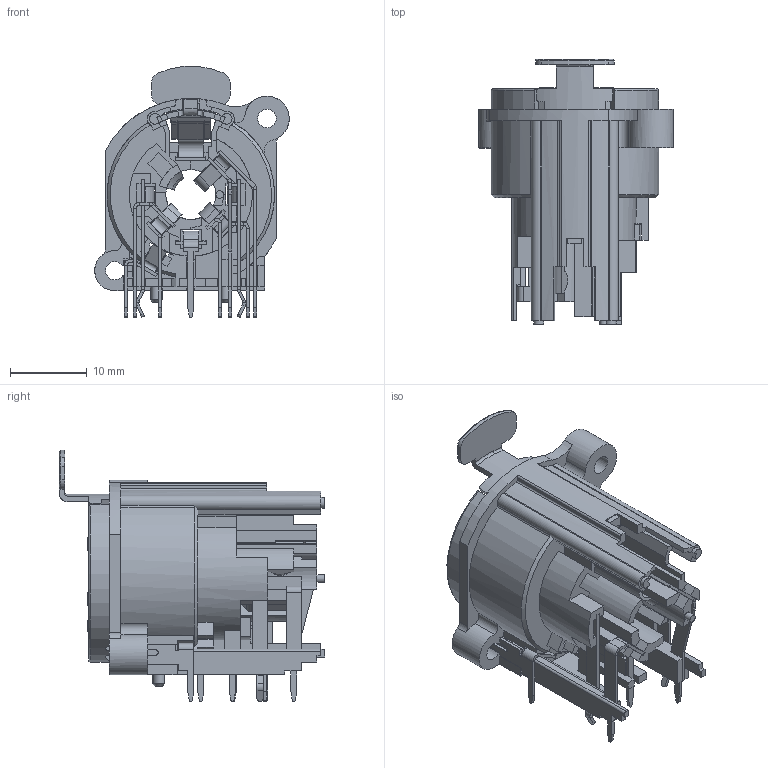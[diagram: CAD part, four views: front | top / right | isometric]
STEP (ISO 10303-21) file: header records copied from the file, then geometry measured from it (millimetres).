
FILE_DESCRIPTION((''),'2;1');
FILE_NAME('ACJC9AH.stp','2017-03-02T11:44:05',('thien'),(''),'Autodesk Inventor 2012','Autodesk Inventor 2012','');
FILE_SCHEMA(('CONFIG_CONTROL_DESIGN'));
Length unit declared in the file: millimetre
Products named in the file (14): Design Assy horizontal; 51270092-531; 50300265-131; 50300267-131; 50300268-131-02; 50300271-331; 50300269-131-02; 50300272-331; 50300270-131-02; 50300273-131; 50300274-331; 52080005-331; 52590041-731-02; 50300266-131
Assembly tree (13 placements, depth 2):
  Design Assy horizontal
    51270092-531
    50300265-131
    50300267-131
    50300268-131-02
    50300271-331
    50300269-131-02
    50300272-331
    50300270-131-02
    50300273-131
    50300274-331
    52080005-331
    52590041-731-02
    50300266-131
Bounding box: 25.3 x 34.49 x 32.68 mm (x, y, z)
Volume: 4998 mm3; surface area: 10374.5 mm2
Topology: 13 solids, 13 shells, 1357 faces, 3692 edges, 2370 vertices
Faces by surface type: plane 1023, cylinder 202, bspline 97, cone 21, torus 14
Full cylindrical faces by diameter (mm): 1 x1, 1.5 x2, 2.4 x1, 6.5 x1
Entity records: 44042 total; most frequent: CARTESIAN_POINT 9499, ORIENTED_EDGE 7364, DIRECTION 6532, EDGE_CURVE 3682, VECTOR 2894, LINE 2894, VERTEX_POINT 2368, AXIS2_PLACEMENT_3D 1819
